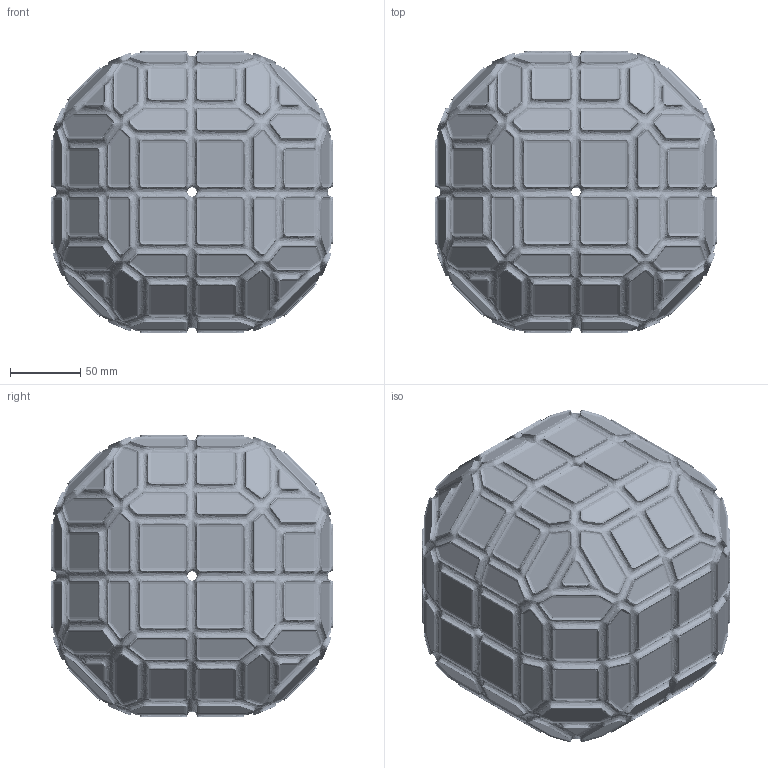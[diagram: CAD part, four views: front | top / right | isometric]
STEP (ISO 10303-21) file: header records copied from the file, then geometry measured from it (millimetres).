
FILE_DESCRIPTION(('FreeCAD Model'),'2;1');
FILE_NAME('Open CASCADE Shape Model','2025-05-04T06:13:46',('FreeCAD'),( 'FreeCAD'),'Open CASCADE STEP processor 7.6','FreeCAD','Unknown');
FILE_SCHEMA(('AUTOMOTIVE_DESIGN { 1 0 10303 214 1 1 1 1 }'));
Products named in the file (1): Open CASCADE STEP translator 7.6 1
Bounding box: 201.64 x 201.64 x 201.64 mm (x, y, z)
Volume: 5546867.6 mm3; surface area: 204801.6 mm2
Topology: 1 solids, 1 shells, 5014 faces, 11238 edges, 6216 vertices
Faces by surface type: bspline 5014
Entity records: 203591 total; most frequent: CARTESIAN_POINT 140560, ORIENTED_EDGE 22476, EDGE_CURVE 11238, VERTEX_POINT 6216, B_SPLINE_CURVE_WITH_KNOTS 5406, ADVANCED_FACE 5014, FACE_BOUND 5014, EDGE_LOOP 5014
